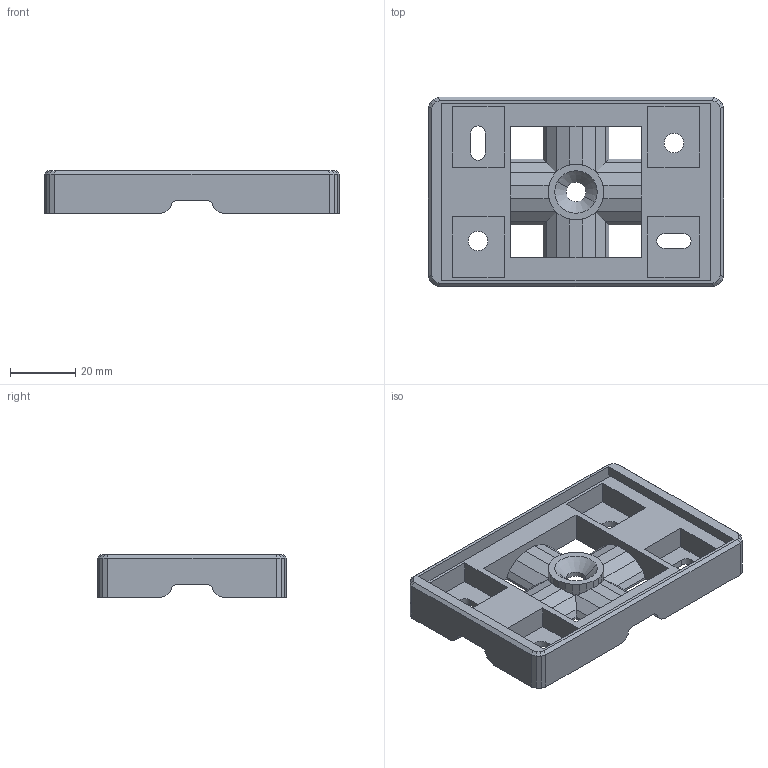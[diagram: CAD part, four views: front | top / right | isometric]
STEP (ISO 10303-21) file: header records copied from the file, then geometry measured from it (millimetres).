
FILE_DESCRIPTION(('CATIA V5R19 STEP'),'2;1');
FILE_NAME ('D1453902_0', '2015-03-12T07:45:28+00:00', ('Weidmueller Interface'), ('Weidmueller'), 'CATIA Version 5 Release 20 SP 5 (IN-10)', 'CATIA V5 STEP AP214', 'none');
FILE_SCHEMA(('AUTOMOTIVE_DESIGN { 1 0 10303 214 1 1 1 1 }'));
Length unit declared in the file: millimetre
Products named in the file (1): LOGIMARKHALTER
Bounding box: 90.4 x 58 x 13 mm (x, y, z)
Volume: 26091.4 mm3; surface area: 18307.7 mm2
Topology: 1 solids, 1 shells, 196 faces, 526 edges, 334 vertices
Faces by surface type: plane 168, cone 18, cylinder 10
Entity records: 5698 total; most frequent: ORIENTED_EDGE 1052, CARTESIAN_POINT 1018, DIRECTION 792, EDGE_CURVE 526, VECTOR 468, LINE 468, VERTEX_POINT 334, EDGE_LOOP 216
